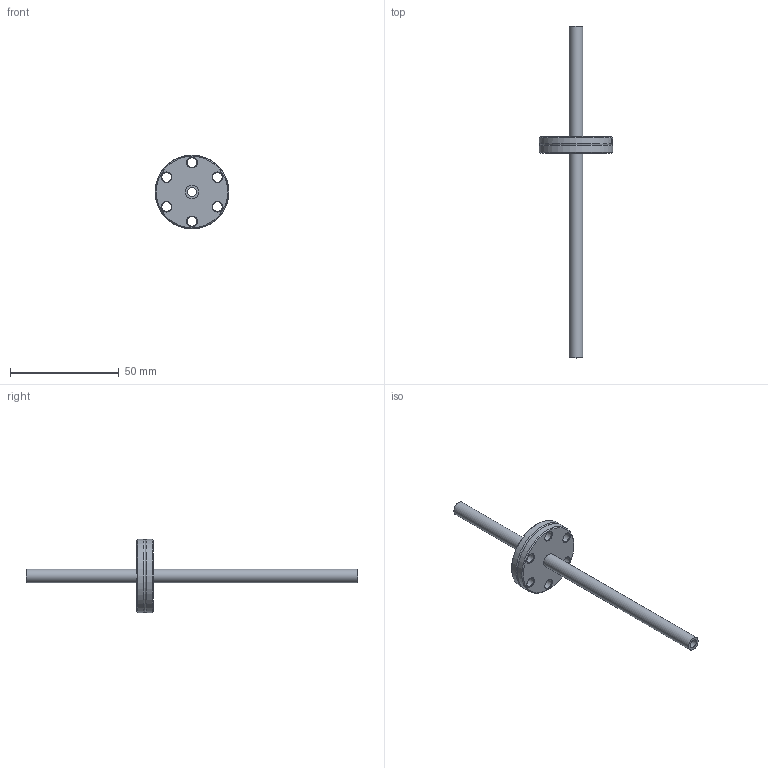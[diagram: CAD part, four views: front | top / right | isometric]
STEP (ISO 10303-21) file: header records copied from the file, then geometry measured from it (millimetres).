
FILE_DESCRIPTION(/* description */ (''),/* implementation_level */ '2;1');
FILE_NAME(/* name */ 'FL-LF1-16CF.stp',/* time_stamp */ '2018-10-03T16:06:27+01:00',/* author */ ('paul'),/* organization */ (''),/* preprocessor_version */ 'ST-DEVELOPER v17.2',/* originating_system */ 'Autodesk Inventor 2019',/* authorisation */ '');
FILE_SCHEMA (('AUTOMOTIVE_DESIGN { 1 0 10303 214 3 1 1 }'));
Length unit declared in the file: millimetre
Products named in the file (3): FL-LF1-16CF; FL-16CF; 6.35 tube for tube end version
Assembly tree (2 placements, depth 2):
  FL-LF1-16CF
    FL-16CF
    6.35 tube for tube end version
Bounding box: 33.8 x 152.4 x 33.8 mm (x, y, z)
Volume: 8420.5 mm3; surface area: 8140.5 mm2
Topology: 2 solids, 2 shells, 129 faces, 351 edges, 233 vertices
Faces by surface type: plane 48, bspline 41, cylinder 22, cone 17, torus 1
Full cylindrical faces by diameter (mm): 3.95 x1, 4.4 x6, 6.35 x2, 21.4 x1, 33.8 x2
Entity records: 5598 total; most frequent: CARTESIAN_POINT 2376, ORIENTED_EDGE 702, DIRECTION 565, EDGE_CURVE 351, VERTEX_POINT 233, AXIS2_PLACEMENT_3D 213, EDGE_LOOP 152, LINE 139
